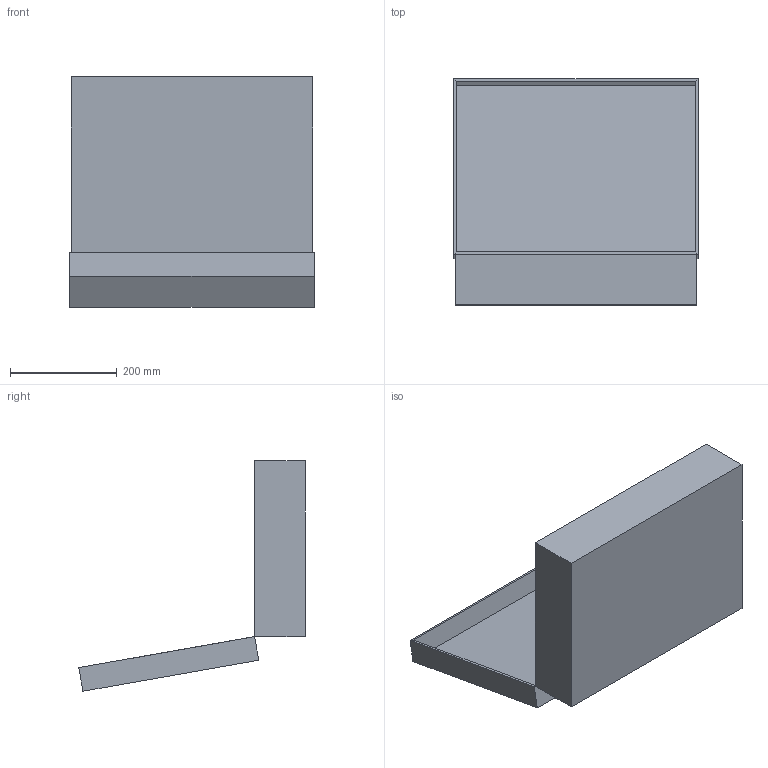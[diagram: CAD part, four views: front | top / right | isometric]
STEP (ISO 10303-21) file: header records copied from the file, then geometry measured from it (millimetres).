
FILE_DESCRIPTION(/* description */ ('VariCAD 2023-2.03 AP-214'),/* implementation_level */ '2;1');
FILE_NAME(/* name */ 'Kufr prototyp.stp',/* time_stamp */ '2023-06-07T21:20:35+01:00',/* author */ (''),/* organization */ (''),/* preprocessor_version */ 'VariCAD 2023-2.03',/* originating_system */ 'VariCAD 2023-2.03; kernel version (20180118)',/* authorisation */ '');
FILE_SCHEMA(('AUTOMOTIVE_DESIGN'));
Length unit declared in the file: millimetre
Products named in the file (8): Kufr prototyp
Assembly tree (7 placements, depth 2):
  Kufr prototyp
    (unnamed)
    (unnamed)
    (unnamed)
    (unnamed)
    (unnamed)
    (unnamed)
    (unnamed)
Bounding box: 459 x 424.91 x 432.49 mm (x, y, z)
Volume: 9781469.3 mm3; surface area: 1763708.7 mm2
Topology: 7 solids, 7 shells, 252 faces, 698 edges, 460 vertices
Faces by surface type: plane 240, cylinder 12
Entity records: 8171 total; most frequent: CARTESIAN_POINT 1432, ORIENTED_EDGE 1396, DIRECTION 1270, EDGE_CURVE 698, LINE 674, VECTOR 674, VERTEX_POINT 460, AXIS2_PLACEMENT_3D 298
